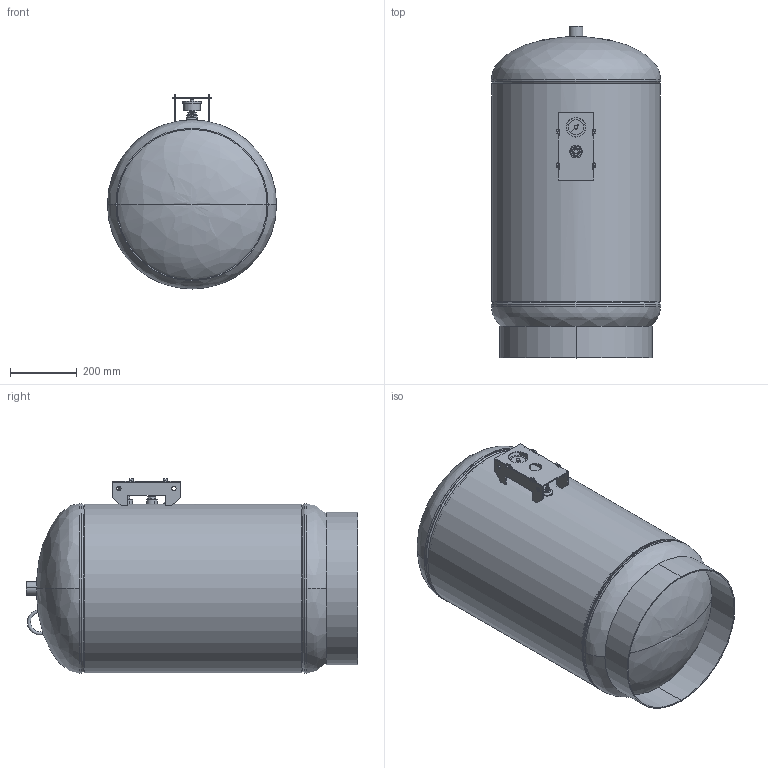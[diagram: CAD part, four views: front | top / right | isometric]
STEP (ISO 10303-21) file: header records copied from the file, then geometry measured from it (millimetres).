
FILE_DESCRIPTION (( 'STEP AP203' ), '1' );
FILE_NAME ('TTA-100.STEP', '2021-03-15T16:19:11', ( '' ), ( '' ), 'SwSTEP 2.0', 'SolidWorks 2021', '' );
FILE_SCHEMA (( 'CONFIG_CONTROL_DESIGN' ));
Length unit declared in the file: inch
Products named in the file (20): 33032063; 9500010; 99H0071_91280A525; 9800401_9800400; 99M0243; 9200120; 99B0348; 99K0777; Couplings_9500318; 9400540; 99Q0061; 9500000; 9500030; 99M0232; 9800460_03-34; 99K0776; 99M0231; TTA-100; 07200310_5081T17
Assembly tree (25 placements, depth 3):
  TTA-100
    99B0348
    9200120
    9200120
    9500000
    9500010
    9500030
    Couplings_9500318
    9800460_03-34
    07200310_5081T17
    9800401_9800400
    33032063
      99M0231
      99M0232
      99H0071_91280A525  x6
      99M0243
    9400540
    99Q0061
    99K0776  x2
    99K0777
Bounding box: 508 x 996.42 x 582.9 mm (x, y, z)
Volume: 7245133.4 mm3; surface area: 5216474.5 mm2
Topology: 28 solids, 28 shells, 1213 faces, 3007 edges, 1871 vertices
Faces by surface type: cylinder 532, cone 337, plane 233, torus 72, bspline 39
Full cylindrical faces by diameter (mm): 499.821 x1, 506.171 x1
Entity records: 40528 total; most frequent: CARTESIAN_POINT 19402, DIRECTION 4034, ORIENTED_EDGE 3888, EDGE_CURVE 1944, AXIS2_PLACEMENT_3D 1627, VERTEX_POINT 1185, EDGE_LOOP 929, ADVANCED_FACE 823
